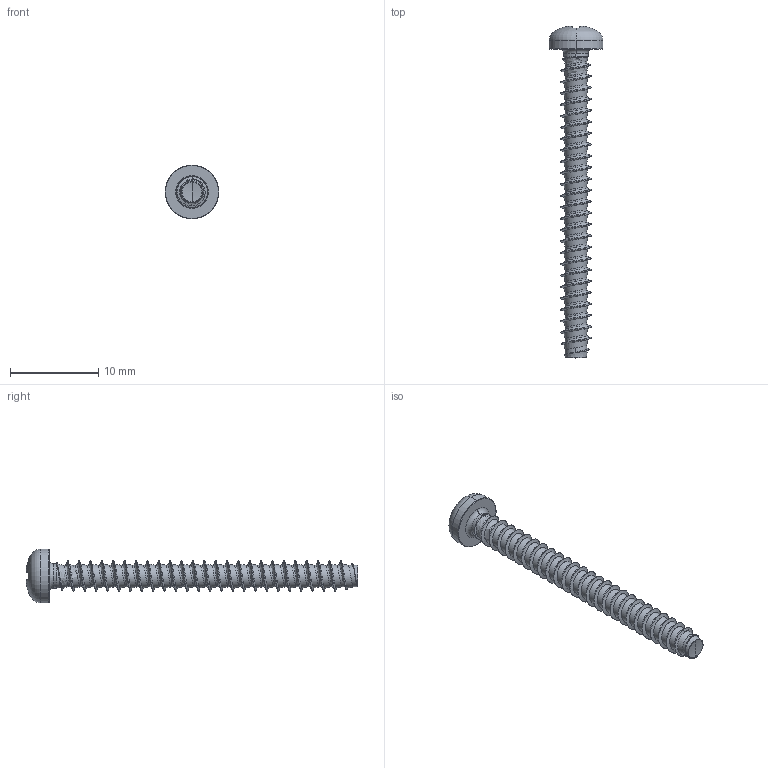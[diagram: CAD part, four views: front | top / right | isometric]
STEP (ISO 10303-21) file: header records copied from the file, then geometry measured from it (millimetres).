
FILE_DESCRIPTION (( 'STEP AP203' ), '1' );
FILE_NAME ('STP220350350.STEP', '2017-08-15T02:59:32', ( '' ), ( '' ), 'SwSTEP 2.0', 'SolidWorks 2015', '' );
FILE_SCHEMA (( 'CONFIG_CONTROL_DESIGN' ));
Length unit declared in the file: millimetre
Products named in the file (1): STP220350350
Bounding box: 6.1 x 37.63 x 6.1 mm (x, y, z)
Volume: 251.8 mm3; surface area: 553.7 mm2
Topology: 1 solids, 1 shells, 227 faces, 568 edges, 343 vertices
Faces by surface type: cylinder 78, bspline 55, torus 36, plane 30, sphere 20, cone 8
Entity records: 37616 total; most frequent: CARTESIAN_POINT 32814, ORIENTED_EDGE 1132, DIRECTION 842, EDGE_CURVE 566, AXIS2_PLACEMENT_3D 360, VERTEX_POINT 343, EDGE_LOOP 229, FACE_OUTER_BOUND 227
